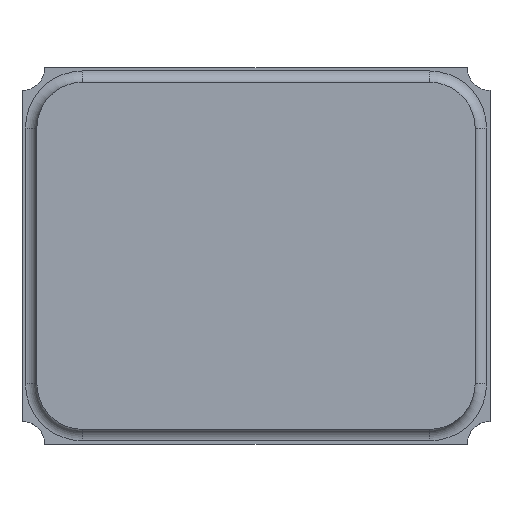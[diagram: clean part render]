
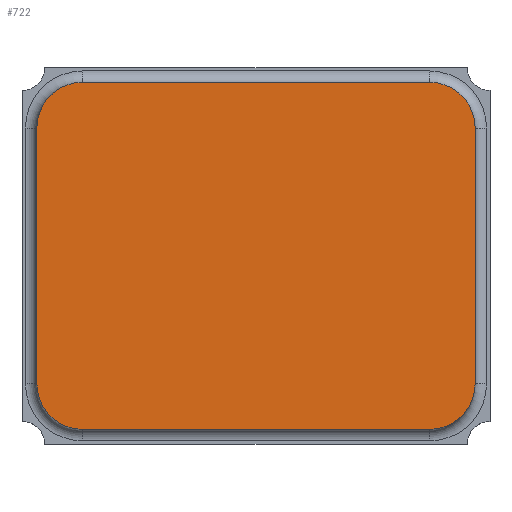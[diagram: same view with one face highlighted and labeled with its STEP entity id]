
A CAD part, top view. The second image highlights one B-rep face of the part: STEP entity #722.
In plain terms, the highlighted planar face has unit normal (0, 0, 1).
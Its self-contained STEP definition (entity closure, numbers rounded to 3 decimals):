
#472 = VERTEX_POINT('',#473);
#473 = CARTESIAN_POINT('',(0.96,-0.56,0.73));
#481 = EDGE_CURVE('',#472,#482,#484,.T.);
#482 = VERTEX_POINT('',#483);
#483 = CARTESIAN_POINT('',(0.76,-0.76,0.73));
#484 = CIRCLE('',#485,0.2);
#485 = AXIS2_PLACEMENT_3D('',#486,#487,#488);
#486 = CARTESIAN_POINT('',(0.76,-0.56,0.73));
#487 = DIRECTION('',(0.,0.,-1.));
#488 = DIRECTION('',(1.,0.,0.));
#580 = VERTEX_POINT('',#581);
#581 = CARTESIAN_POINT('',(-0.76,-0.76,0.73));
#587 = EDGE_CURVE('',#580,#588,#590,.T.);
#588 = VERTEX_POINT('',#589);
#589 = CARTESIAN_POINT('',(-0.96,-0.56,0.73));
#590 = CIRCLE('',#591,0.2);
#591 = AXIS2_PLACEMENT_3D('',#592,#593,#594);
#592 = CARTESIAN_POINT('',(-0.76,-0.56,0.73));
#593 = DIRECTION('',(0.,0.,-1.));
#594 = DIRECTION('',(0.,-1.,0.));
#613 = VERTEX_POINT('',#614);
#614 = CARTESIAN_POINT('',(-0.96,0.56,0.73));
#620 = EDGE_CURVE('',#613,#588,#621,.T.);
#621 = LINE('',#622,#623);
#622 = CARTESIAN_POINT('',(-0.96,0.56,0.73));
#623 = VECTOR('',#624,1.);
#624 = DIRECTION('',(0.,-1.,0.));
#636 = EDGE_CURVE('',#613,#637,#639,.T.);
#637 = VERTEX_POINT('',#638);
#638 = CARTESIAN_POINT('',(-0.76,0.76,0.73));
#639 = CIRCLE('',#640,0.2);
#640 = AXIS2_PLACEMENT_3D('',#641,#642,#643);
#641 = CARTESIAN_POINT('',(-0.76,0.56,0.73));
#642 = DIRECTION('',(0.,0.,-1.));
#643 = DIRECTION('',(-1.,0.,0.));
#662 = VERTEX_POINT('',#663);
#663 = CARTESIAN_POINT('',(0.76,0.76,0.73));
#669 = EDGE_CURVE('',#662,#637,#670,.T.);
#670 = LINE('',#671,#672);
#671 = CARTESIAN_POINT('',(0.76,0.76,0.73));
#672 = VECTOR('',#673,1.);
#673 = DIRECTION('',(-1.,0.,0.));
#685 = EDGE_CURVE('',#662,#686,#688,.T.);
#686 = VERTEX_POINT('',#687);
#687 = CARTESIAN_POINT('',(0.96,0.56,0.73));
#688 = CIRCLE('',#689,0.2);
#689 = AXIS2_PLACEMENT_3D('',#690,#691,#692);
#690 = CARTESIAN_POINT('',(0.76,0.56,0.73));
#691 = DIRECTION('',(0.,0.,-1.));
#692 = DIRECTION('',(0.,1.,0.));
#711 = EDGE_CURVE('',#472,#686,#712,.T.);
#712 = LINE('',#713,#714);
#713 = CARTESIAN_POINT('',(0.96,-0.56,0.73));
#714 = VECTOR('',#715,1.);
#715 = DIRECTION('',(0.,1.,0.));
#722 = ADVANCED_FACE('',(#723),#738,.F.);
#723 = FACE_BOUND('',#724,.F.);
#724 = EDGE_LOOP('',(#725,#726,#727,#728,#729,#730,#731,#732));
#725 = ORIENTED_EDGE('',*,*,#587,.T.);
#726 = ORIENTED_EDGE('',*,*,#620,.F.);
#727 = ORIENTED_EDGE('',*,*,#636,.T.);
#728 = ORIENTED_EDGE('',*,*,#669,.F.);
#729 = ORIENTED_EDGE('',*,*,#685,.T.);
#730 = ORIENTED_EDGE('',*,*,#711,.F.);
#731 = ORIENTED_EDGE('',*,*,#481,.T.);
#732 = ORIENTED_EDGE('',*,*,#733,.F.);
#733 = EDGE_CURVE('',#580,#482,#734,.T.);
#734 = LINE('',#735,#736);
#735 = CARTESIAN_POINT('',(-0.76,-0.76,0.73));
#736 = VECTOR('',#737,1.);
#737 = DIRECTION('',(1.,0.,0.));
#738 = PLANE('',#739);
#739 = AXIS2_PLACEMENT_3D('',#740,#741,#742);
#740 = CARTESIAN_POINT('',(-0.76,-0.56,0.73));
#741 = DIRECTION('',(0.,0.,-1.));
#742 = DIRECTION('',(0.,-1.,0.));
